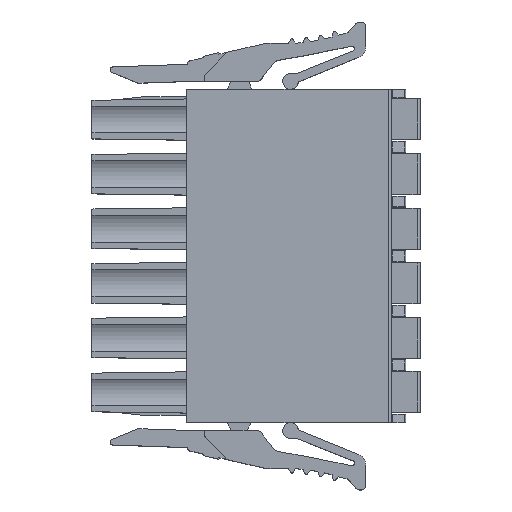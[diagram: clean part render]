
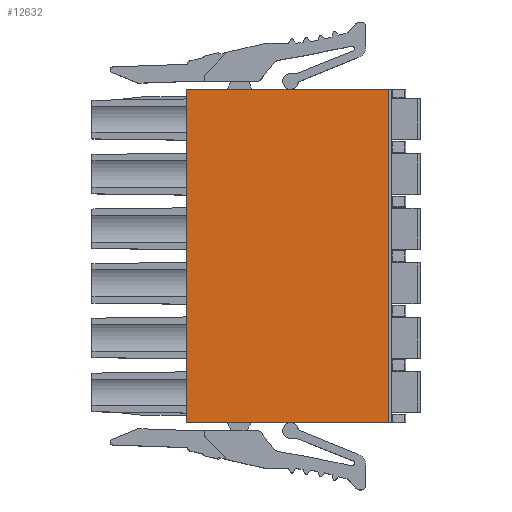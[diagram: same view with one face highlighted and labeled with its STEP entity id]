
A CAD part, top view. The second image highlights one B-rep face of the part: STEP entity #12632.
In plain terms, the highlighted planar face has unit normal (0, 0, 1).
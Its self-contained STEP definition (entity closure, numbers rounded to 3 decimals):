
#2413=DIRECTION('',(0.,1.,0.));
#2414=VECTOR('',#2413,23.25);
#2415=CARTESIAN_POINT('',(7.475,-22.265,3.4));
#2416=LINE('',#2415,#2414);
#2421=DIRECTION('',(0.,1.,0.));
#2422=VECTOR('',#2421,23.25);
#2423=CARTESIAN_POINT('',(-6.625,-22.265,
3.4));
#2424=LINE('',#2423,#2422);
#3523=DIRECTION('',(-1.,0.,0.));
#3524=VECTOR('',#3523,14.1);
#3525=CARTESIAN_POINT('',(7.475,0.985,3.4));
#3526=LINE('',#3525,#3524);
#4784=DIRECTION('',(1.,0.,0.));
#4785=VECTOR('',#4784,14.1);
#4786=CARTESIAN_POINT('',(-6.625,-22.265,
3.4));
#4787=LINE('',#4786,#4785);
#7629=CARTESIAN_POINT('',(-6.625,-22.265,
3.4));
#7630=VERTEX_POINT('',#7629);
#7665=CARTESIAN_POINT('',(7.475,-22.265,3.4));
#7666=VERTEX_POINT('',#7665);
#8985=CARTESIAN_POINT('',(-6.625,0.985,
3.4));
#8986=VERTEX_POINT('',#8985);
#8987=CARTESIAN_POINT('',(7.475,0.985,3.4));
#8988=VERTEX_POINT('',#8987);
#12618=CARTESIAN_POINT('',(4.299,-14.645,3.4));
#12619=DIRECTION('',(0.,0.,1.));
#12620=DIRECTION('',(-1.,0.,0.));
#12621=AXIS2_PLACEMENT_3D('',#12618,#12619,#12620);
#12622=PLANE('',#12621);
#12624=ORIENTED_EDGE('',*,*,#12623,.T.);
#12626=ORIENTED_EDGE('',*,*,#12625,.F.);
#12627=ORIENTED_EDGE('',*,*,#12608,.F.);
#12629=ORIENTED_EDGE('',*,*,#12628,.F.);
#12630=EDGE_LOOP('',(#12624,#12626,#12627,#12629));
#12631=FACE_OUTER_BOUND('',#12630,.F.);
#12608=EDGE_CURVE('',#7666,#8988,#2416,.T.);
#12623=EDGE_CURVE('',#7630,#8986,#2424,.T.);
#12625=EDGE_CURVE('',#8988,#8986,#3526,.T.);
#12628=EDGE_CURVE('',#7630,#7666,#4787,.T.);
#12632=ADVANCED_FACE('',(#12631),#12622,.T.);
